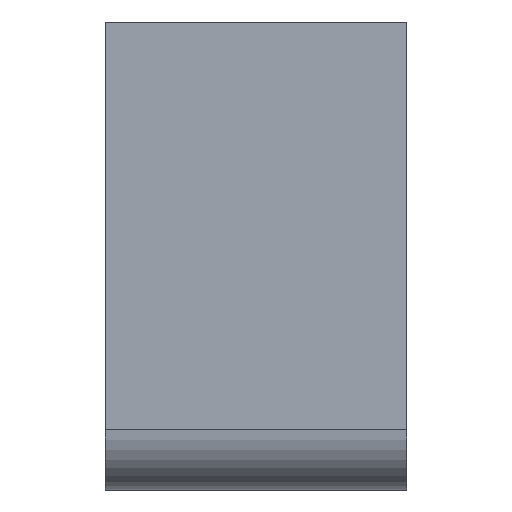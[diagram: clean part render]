
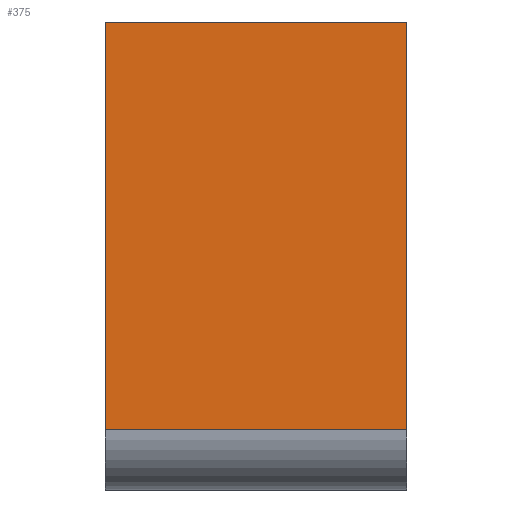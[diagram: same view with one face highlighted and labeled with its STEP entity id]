
A CAD part, left-side view. The second image highlights one B-rep face of the part: STEP entity #375.
In plain terms, the highlighted planar face has unit normal (-1, 0, 0).
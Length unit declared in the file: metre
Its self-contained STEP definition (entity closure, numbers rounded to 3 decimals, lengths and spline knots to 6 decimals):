
#17=PLANE('',#416);
#30=LINE('',#574,#68);
#46=LINE('',#607,#84);
#47=LINE('',#609,#85);
#48=LINE('',#611,#86);
#68=VECTOR('',#466,1.);
#84=VECTOR('',#492,1.);
#85=VECTOR('',#493,1.);
#86=VECTOR('',#494,1.);
#135=ORIENTED_EDGE('',*,*,#234,.F.);
#136=ORIENTED_EDGE('',*,*,#235,.T.);
#137=ORIENTED_EDGE('',*,*,#236,.T.);
#138=ORIENTED_EDGE('',*,*,#218,.F.);
#218=EDGE_CURVE('',#269,#271,#30,.T.);
#234=EDGE_CURVE('',#283,#269,#46,.T.);
#235=EDGE_CURVE('',#283,#284,#47,.F.);
#236=EDGE_CURVE('',#284,#271,#48,.T.);
#269=VERTEX_POINT('',#572);
#271=VERTEX_POINT('',#575);
#283=VERTEX_POINT('',#608);
#284=VERTEX_POINT('',#610);
#320=EDGE_LOOP('',(#135,#136,#137,#138));
#346=FACE_BOUND('',#320,.T.);
#375=ADVANCED_FACE('',(#346),#17,.T.);
#416=AXIS2_PLACEMENT_3D('',#606,#490,#491);
#466=DIRECTION('',(0.,-1.,0.));
#490=DIRECTION('',(-1.,0.,0.));
#491=DIRECTION('',(0.,0.,1.));
#492=DIRECTION('',(0.,0.,1.));
#493=DIRECTION('',(0.,1.,0.));
#494=DIRECTION('',(0.,0.,1.));
#572=CARTESIAN_POINT('',(-0.01975,0.,0.0105));
#574=CARTESIAN_POINT('',(-0.01975,-0.005,0.0105));
#575=CARTESIAN_POINT('',(-0.01975,-0.01,0.0105));
#606=CARTESIAN_POINT('',(-0.01975,-0.01,0.));
#607=CARTESIAN_POINT('',(-0.01975,0.,0.));
#608=CARTESIAN_POINT('',(-0.01975,0.,-0.003));
#609=CARTESIAN_POINT('',(-0.01975,-0.01,-0.003));
#610=CARTESIAN_POINT('',(-0.01975,-0.01,-0.003));
#611=CARTESIAN_POINT('',(-0.01975,-0.01,0.));
